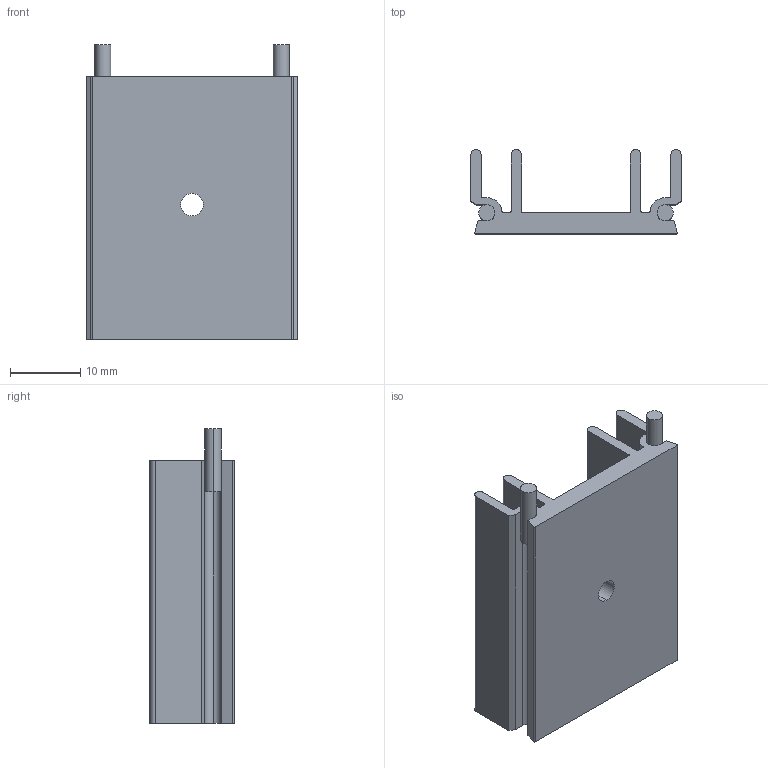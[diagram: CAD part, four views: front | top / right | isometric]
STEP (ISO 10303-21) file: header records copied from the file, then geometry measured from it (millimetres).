
FILE_DESCRIPTION(('STEP AP214'),'1');
FILE_NAME('v6560x.stp','2017-04-21T10:26:21',('TraceParts'),('TraceParts S.A.'),'Spatial InterOp 3D',' ',' ');
FILE_SCHEMA(('automotive_design'));
Length unit declared in the file: millimetre
Products named in the file (1): v6560x
Bounding box: 30 x 12 x 42 mm (x, y, z)
Volume: 5141.4 mm3; surface area: 5645.5 mm2
Topology: 1 solids, 1 shells, 60 faces, 170 edges, 112 vertices
Faces by surface type: cylinder 32, plane 28
Entity records: 1989 total; most frequent: DIRECTION 360, CARTESIAN_POINT 343, ORIENTED_EDGE 340, EDGE_CURVE 170, AXIS2_PLACEMENT_3D 129, VERTEX_POINT 112, LINE 102, VECTOR 102
